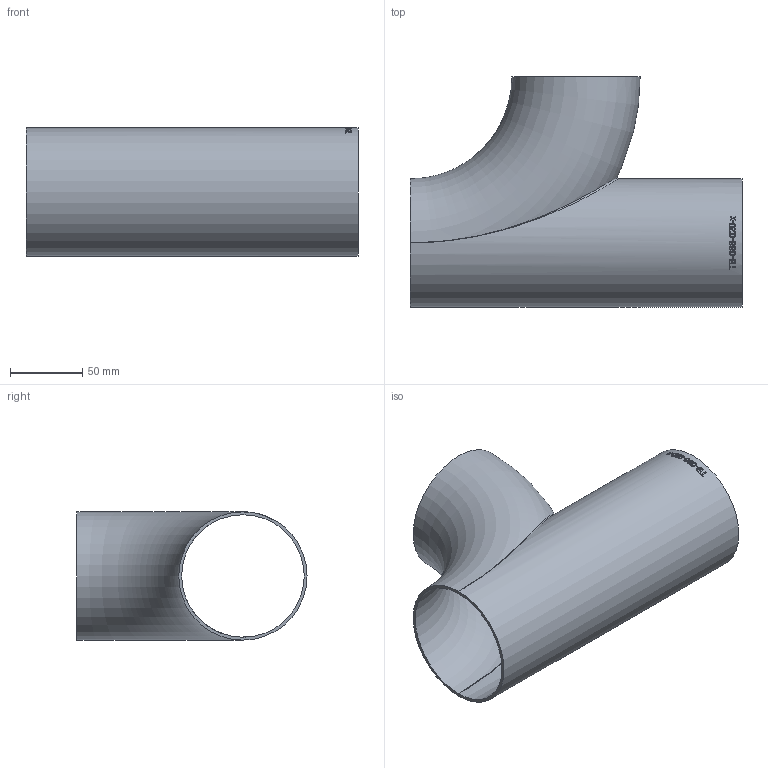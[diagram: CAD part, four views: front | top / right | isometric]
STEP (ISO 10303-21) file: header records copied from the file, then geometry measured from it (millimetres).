
FILE_DESCRIPTION (( 'STEP AP214' ), '1' );
FILE_NAME ('TB-088-020-x T-Bogen 2005.STEP', '2020-05-18T11:48:31', ( '' ), ( '' ), 'SwSTEP 2.0', 'SolidWorks 2019', '' );
FILE_SCHEMA (( 'AUTOMOTIVE_DESIGN' ));
Length unit declared in the file: millimetre
Products named in the file (1): TB-088-020-x T-Bogen 2005
Bounding box: 230 x 159.45 x 88.9 mm (x, y, z)
Volume: 159434.1 mm3; surface area: 161590.2 mm2
Topology: 1 solids, 1 shells, 160 faces, 413 edges, 270 vertices
Faces by surface type: bspline 96, plane 39, cylinder 23, torus 2
Full cylindrical faces by diameter (mm): 84.9 x1, 88.9 x1
Entity records: 24716 total; most frequent: CARTESIAN_POINT 20101, ORIENTED_EDGE 798, EDGE_CURVE 399, B_SPLINE_CURVE_WITH_KNOTS 291, DIRECTION 290, VERTEX_POINT 266, EDGE_LOOP 187, FACE_OUTER_BOUND 163
